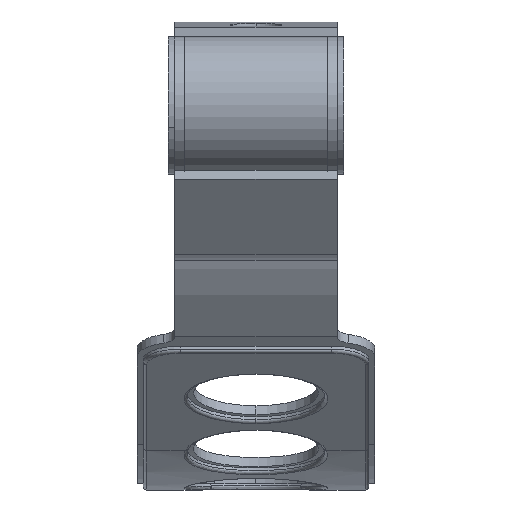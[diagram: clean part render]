
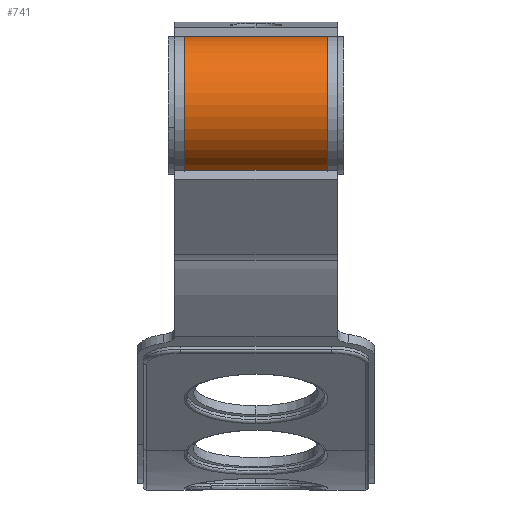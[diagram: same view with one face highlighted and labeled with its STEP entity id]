
A CAD part, front view. The second image highlights one B-rep face of the part: STEP entity #741.
In plain terms, the highlighted cylindrical face has radius 11 mm (diameter 22 mm), a partial arc.
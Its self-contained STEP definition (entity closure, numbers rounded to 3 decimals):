
#514 = DIRECTION ( 'NONE',  ( -1., 0., 0. ) ) ;
#741 = ADVANCED_FACE ( 'Extrude10', ( #14641 ), #14254, .T. ) ;
#1639 = VERTEX_POINT ( 'NONE', #3486 ) ;
#1818 = ORIENTED_EDGE ( 'NONE', *, *, #15236, .T. ) ;
#1839 = VECTOR ( 'NONE', #14163, 1000. ) ;
#1950 = CARTESIAN_POINT ( 'NONE',  ( -11.5, 79.091, -303.774 ) ) ;
#2257 = CARTESIAN_POINT ( 'NONE',  ( 11.5, 79.091, -303.774 ) ) ;
#2492 = CARTESIAN_POINT ( 'NONE',  ( 62.412, 79.091, -314.774 ) ) ;
#2999 = ORIENTED_EDGE ( 'NONE', *, *, #8791, .T. ) ;
#3049 = EDGE_CURVE ( 'NONE', #1639, #12553, #4217, .T. ) ;
#3143 = DIRECTION ( 'NONE',  ( 0., 0., 1. ) ) ;
#3436 = DIRECTION ( 'NONE',  ( 0., 0., 1. ) ) ;
#3486 = CARTESIAN_POINT ( 'NONE',  ( 11.5, 79.091, -314.774 ) ) ;
#3649 = CARTESIAN_POINT ( 'NONE',  ( 11.5, 79.091, -292.774 ) ) ;
#4217 = LINE ( 'NONE', #2492, #12925 ) ;
#5487 = EDGE_CURVE ( 'NONE', #8531, #11513, #10878, .T. ) ;
#5689 = CIRCLE ( 'NONE', #13272, 11. ) ;
#5839 = CARTESIAN_POINT ( 'NONE',  ( 62.412, 79.091, -292.774 ) ) ;
#6090 = DIRECTION ( 'NONE',  ( -1., 0., 0. ) ) ;
#7069 = ORIENTED_EDGE ( 'NONE', *, *, #3049, .F. ) ;
#7808 = ORIENTED_EDGE ( 'NONE', *, *, #5487, .T. ) ;
#8176 = CARTESIAN_POINT ( 'NONE',  ( -11.5, 79.091, -292.774 ) ) ;
#8531 = VERTEX_POINT ( 'NONE', #3649 ) ;
#8791 = EDGE_CURVE ( 'NONE', #11513, #12553, #5689, .T. ) ;
#9452 = CARTESIAN_POINT ( 'NONE',  ( -11.5, 79.091, -314.774 ) ) ;
#10260 = DIRECTION ( 'NONE',  ( 1., 0., 0. ) ) ;
#10513 = AXIS2_PLACEMENT_3D ( 'NONE', #12334, #514, #11134 ) ;
#10559 = DIRECTION ( 'NONE',  ( -1., 0., 0. ) ) ;
#10878 = LINE ( 'NONE', #5839, #1839 ) ;
#11134 = DIRECTION ( 'NONE',  ( 0., 0., 1. ) ) ;
#11513 = VERTEX_POINT ( 'NONE', #8176 ) ;
#12060 = EDGE_LOOP ( 'NONE', ( #7069, #1818, #7808, #2999 ) ) ;
#12183 = AXIS2_PLACEMENT_3D ( 'NONE', #2257, #10559, #3436 ) ;
#12334 = CARTESIAN_POINT ( 'NONE',  ( 62.412, 79.091, -303.774 ) ) ;
#12553 = VERTEX_POINT ( 'NONE', #9452 ) ;
#12925 = VECTOR ( 'NONE', #6090, 1000. ) ;
#13175 = CIRCLE ( 'NONE', #12183, 11. ) ;
#13272 = AXIS2_PLACEMENT_3D ( 'NONE', #1950, #10260, #3143 ) ;
#14163 = DIRECTION ( 'NONE',  ( -1., 0., 0. ) ) ;
#14254 = CYLINDRICAL_SURFACE ( 'NONE', #10513, 11. ) ;
#14641 = FACE_OUTER_BOUND ( 'NONE', #12060, .T. ) ;
#15236 = EDGE_CURVE ( 'NONE', #1639, #8531, #13175, .T. ) ;
